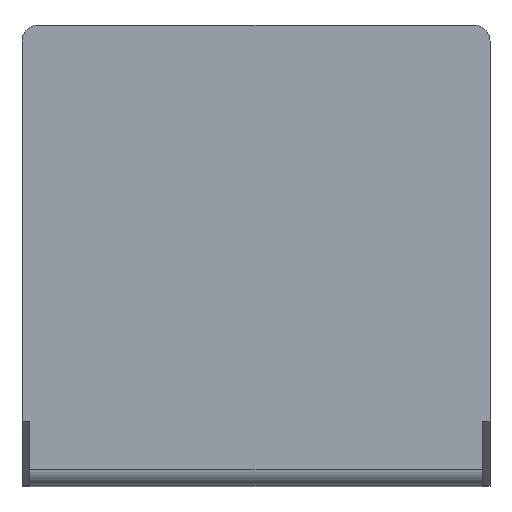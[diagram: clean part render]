
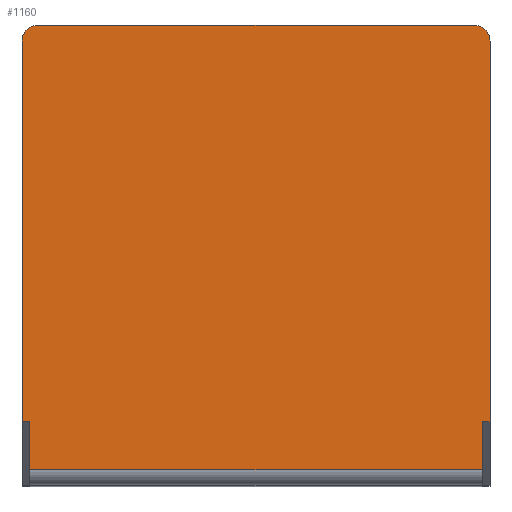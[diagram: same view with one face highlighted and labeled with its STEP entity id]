
A CAD part, top view. The second image highlights one B-rep face of the part: STEP entity #1160.
In plain terms, the highlighted planar face has unit normal (0, 0, 1).
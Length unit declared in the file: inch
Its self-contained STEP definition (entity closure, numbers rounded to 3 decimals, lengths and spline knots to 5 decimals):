
#1=CARTESIAN_POINT('',(3.4375,7.,0.));
#2=DIRECTION('',(0.,0.,1.));
#3=DIRECTION('',(1.,0.,0.));
#4=AXIS2_PLACEMENT_3D('',#1,#2,#3);
#6=DIRECTION('',(0.,-1.,0.));
#7=VECTOR('',#6,6.);
#8=CARTESIAN_POINT('',(3.6875,7.,0.));
#9=LINE('',#8,#7);
#10=DIRECTION('',(-1.,0.,0.));
#11=VECTOR('',#10,0.125);
#12=CARTESIAN_POINT('',(3.6875,1.,0.));
#13=LINE('',#12,#11);
#14=DIRECTION('',(-1.,0.,0.));
#15=VECTOR('',#14,7.125);
#16=CARTESIAN_POINT('',(3.5625,0.25,0.));
#17=LINE('',#16,#15);
#18=DIRECTION('',(0.,1.,0.));
#19=VECTOR('',#18,6.);
#20=CARTESIAN_POINT('',(-3.6875,1.,0.));
#21=LINE('',#20,#19);
#22=CARTESIAN_POINT('',(-3.4375,7.,0.));
#23=DIRECTION('',(0.,0.,1.));
#24=DIRECTION('',(0.,1.,0.));
#25=AXIS2_PLACEMENT_3D('',#22,#23,#24);
#27=DIRECTION('',(1.,0.,0.));
#28=VECTOR('',#27,6.875);
#29=CARTESIAN_POINT('',(-3.4375,7.25,0.));
#30=LINE('',#29,#28);
#73=DIRECTION('',(1.,0.,0.));
#74=VECTOR('',#73,0.125);
#75=CARTESIAN_POINT('',(-3.6875,1.,0.));
#76=LINE('',#75,#74);
#81=DIRECTION('',(0.,-1.,0.));
#82=VECTOR('',#81,0.75);
#83=CARTESIAN_POINT('',(-3.5625,1.,0.));
#84=LINE('',#83,#82);
#129=DIRECTION('',(0.,-1.,0.));
#130=VECTOR('',#129,0.75);
#131=CARTESIAN_POINT('',(3.5625,1.,0.));
#132=LINE('',#131,#130);
#890=CARTESIAN_POINT('',(-3.5625,0.25,0.));
#892=VERTEX_POINT('',#890);
#893=CARTESIAN_POINT('',(3.5625,0.25,0.));
#894=VERTEX_POINT('',#893);
#925=CARTESIAN_POINT('',(-3.4375,7.25,0.));
#926=CARTESIAN_POINT('',(3.4375,7.25,0.));
#927=VERTEX_POINT('',#925);
#928=VERTEX_POINT('',#926);
#935=CARTESIAN_POINT('',(3.6875,1.,0.));
#936=VERTEX_POINT('',#935);
#937=CARTESIAN_POINT('',(3.6875,7.,0.));
#938=VERTEX_POINT('',#937);
#939=CARTESIAN_POINT('',(-3.6875,1.,0.));
#940=CARTESIAN_POINT('',(-3.6875,7.,0.));
#941=VERTEX_POINT('',#939);
#942=VERTEX_POINT('',#940);
#993=CARTESIAN_POINT('',(-3.5625,1.,0.));
#994=VERTEX_POINT('',#993);
#995=CARTESIAN_POINT('',(3.5625,1.,0.));
#996=VERTEX_POINT('',#995);
#1133=CARTESIAN_POINT('',(-3.5625,7.125,0.));
#1134=DIRECTION('',(0.,0.,1.));
#1135=DIRECTION('',(0.,-1.,0.));
#1136=AXIS2_PLACEMENT_3D('',#1133,#1134,#1135);
#1137=PLANE('',#1136);
#1139=ORIENTED_EDGE('',*,*,#1138,.F.);
#1141=ORIENTED_EDGE('',*,*,#1140,.T.);
#1143=ORIENTED_EDGE('',*,*,#1142,.T.);
#1145=ORIENTED_EDGE('',*,*,#1144,.T.);
#1147=ORIENTED_EDGE('',*,*,#1146,.T.);
#1149=ORIENTED_EDGE('',*,*,#1148,.F.);
#1151=ORIENTED_EDGE('',*,*,#1150,.F.);
#1153=ORIENTED_EDGE('',*,*,#1152,.T.);
#1155=ORIENTED_EDGE('',*,*,#1154,.F.);
#1157=ORIENTED_EDGE('',*,*,#1156,.T.);
#1158=EDGE_LOOP('',(#1139,#1141,#1143,#1145,#1147,#1149,#1151,#1153,#1155,
#1157));
#1159=FACE_OUTER_BOUND('',#1158,.F.);
#1160=ADVANCED_FACE('',(#1159),#1137,.T.);
#5=CIRCLE('',#4,0.25);
#26=CIRCLE('',#25,0.25);
#1138=EDGE_CURVE('',#938,#928,#5,.T.);
#1140=EDGE_CURVE('',#938,#936,#9,.T.);
#1142=EDGE_CURVE('',#936,#996,#13,.T.);
#1144=EDGE_CURVE('',#996,#894,#132,.T.);
#1146=EDGE_CURVE('',#894,#892,#17,.T.);
#1148=EDGE_CURVE('',#994,#892,#84,.T.);
#1150=EDGE_CURVE('',#941,#994,#76,.T.);
#1152=EDGE_CURVE('',#941,#942,#21,.T.);
#1154=EDGE_CURVE('',#927,#942,#26,.T.);
#1156=EDGE_CURVE('',#927,#928,#30,.T.);
